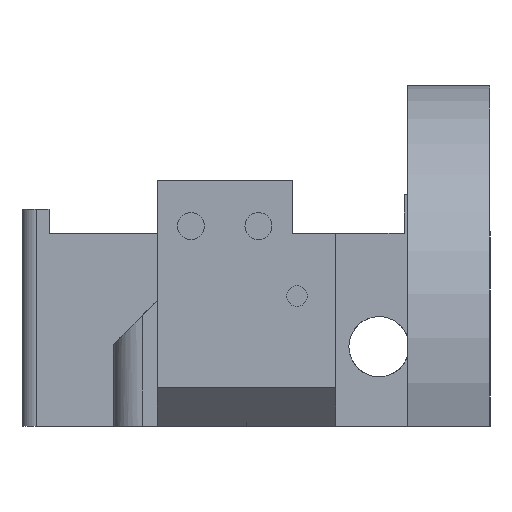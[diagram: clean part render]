
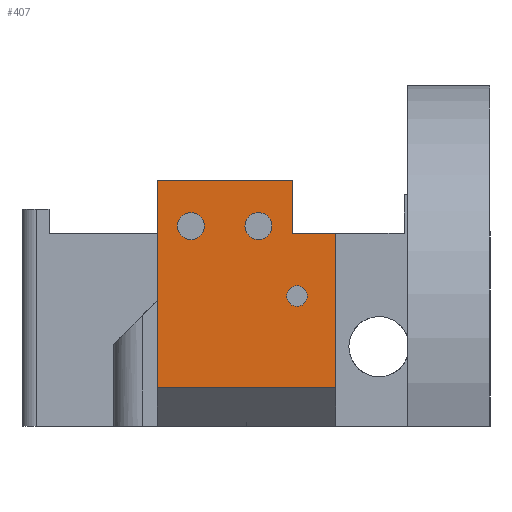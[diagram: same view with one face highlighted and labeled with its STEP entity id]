
A CAD part, left-side view. The second image highlights one B-rep face of the part: STEP entity #407.
In plain terms, the highlighted planar face has unit normal (-1, 0, 0).
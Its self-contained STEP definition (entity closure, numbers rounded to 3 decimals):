
#138 = ORIENTED_EDGE ( 'NONE', *, *, #3914, .F. ) ;
#153 = VECTOR ( 'NONE', #1975, 1000. ) ;
#201 = VERTEX_POINT ( 'NONE', #3316 ) ;
#220 = VECTOR ( 'NONE', #238, 1000. ) ;
#238 = DIRECTION ( 'NONE',  ( 0., 0., -1. ) ) ;
#248 = EDGE_CURVE ( 'NONE', #2868, #1331, #5553, .T. ) ;
#259 = CIRCLE ( 'NONE', #4959, 1.075 ) ;
#281 = DIRECTION ( 'NONE',  ( 1., 0., 0. ) ) ;
#295 = ORIENTED_EDGE ( 'NONE', *, *, #2965, .F. ) ;
#391 = EDGE_CURVE ( 'NONE', #4704, #3775, #2002, .T. ) ;
#396 = CARTESIAN_POINT ( 'NONE',  ( -51.5, -7.5, 14.575 ) ) ;
#407 = ADVANCED_FACE ( 'NONE', ( #4145, #4524, #1099, #1950 ), #2392, .F. ) ;
#419 = DIRECTION ( 'NONE',  ( 1., 0., 0. ) ) ;
#592 = VECTOR ( 'NONE', #1182, 1000. ) ;
#733 = ORIENTED_EDGE ( 'NONE', *, *, #391, .T. ) ;
#811 = DIRECTION ( 'NONE',  ( 0., 0., 1. ) ) ;
#871 = CIRCLE ( 'NONE', #2890, 1.4 ) ;
#930 = CARTESIAN_POINT ( 'NONE',  ( -51.5, 3.5, 19.35 ) ) ;
#968 = CIRCLE ( 'NONE', #4205, 1.4 ) ;
#975 = DIRECTION ( 'NONE',  ( 0., -1., 0. ) ) ;
#983 = VERTEX_POINT ( 'NONE', #2160 ) ;
#984 = CARTESIAN_POINT ( 'NONE',  ( -51.5, -7., 25.5 ) ) ;
#1099 = FACE_BOUND ( 'NONE', #1365, .T. ) ;
#1147 = LINE ( 'NONE', #1575, #153 ) ;
#1182 = DIRECTION ( 'NONE',  ( 0., 0., 1. ) ) ;
#1206 = ORIENTED_EDGE ( 'NONE', *, *, #4931, .T. ) ;
#1249 = CARTESIAN_POINT ( 'NONE',  ( -51.5, -3.5, 22.15 ) ) ;
#1331 = VERTEX_POINT ( 'NONE', #930 ) ;
#1337 = CARTESIAN_POINT ( 'NONE',  ( -51.5, 7., 25.5 ) ) ;
#1365 = EDGE_LOOP ( 'NONE', ( #2370, #1206 ) ) ;
#1399 = EDGE_CURVE ( 'NONE', #3599, #5413, #871, .T. ) ;
#1499 = AXIS2_PLACEMENT_3D ( 'NONE', #2390, #2785, #5380 ) ;
#1506 = CARTESIAN_POINT ( 'NONE',  ( -51.5, 3.5, 22.15 ) ) ;
#1575 = CARTESIAN_POINT ( 'NONE',  ( -51.5, -44.402, 20. ) ) ;
#1578 = CARTESIAN_POINT ( 'NONE',  ( -51.5, -11.5, 0. ) ) ;
#1619 = VERTEX_POINT ( 'NONE', #984 ) ;
#1622 = LINE ( 'NONE', #2877, #220 ) ;
#1631 = CARTESIAN_POINT ( 'NONE',  ( -51.5, 3.5, 20.75 ) ) ;
#1664 = DIRECTION ( 'NONE',  ( 0., 0., 1. ) ) ;
#1666 = EDGE_LOOP ( 'NONE', ( #2155, #4178, #733, #3995, #295, #4970 ) ) ;
#1680 = DIRECTION ( 'NONE',  ( 1., 0., 0. ) ) ;
#1685 = CARTESIAN_POINT ( 'NONE',  ( -51.5, -3.5, 20.75 ) ) ;
#1817 = EDGE_CURVE ( 'NONE', #983, #201, #4307, .T. ) ;
#1950 = FACE_OUTER_BOUND ( 'NONE', #1666, .T. ) ;
#1975 = DIRECTION ( 'NONE',  ( 0., 1., 0. ) ) ;
#2002 = LINE ( 'NONE', #1578, #592 ) ;
#2009 = DIRECTION ( 'NONE',  ( 0., 0., -1. ) ) ;
#2031 = CARTESIAN_POINT ( 'NONE',  ( -51.5, 0., 25.5 ) ) ;
#2063 = CARTESIAN_POINT ( 'NONE',  ( -51.5, -7.5, 13.5 ) ) ;
#2105 = VECTOR ( 'NONE', #975, 1000. ) ;
#2114 = DIRECTION ( 'NONE',  ( -1., 0., 0. ) ) ;
#2155 = ORIENTED_EDGE ( 'NONE', *, *, #1817, .T. ) ;
#2160 = CARTESIAN_POINT ( 'NONE',  ( -51.5, 7., 25.5 ) ) ;
#2271 = LINE ( 'NONE', #4508, #2105 ) ;
#2345 = CARTESIAN_POINT ( 'NONE',  ( -51.5, 0., 4. ) ) ;
#2370 = ORIENTED_EDGE ( 'NONE', *, *, #1399, .T. ) ;
#2390 = CARTESIAN_POINT ( 'NONE',  ( -51.5, -3.5, 20.75 ) ) ;
#2392 = PLANE ( 'NONE',  #3733 ) ;
#2465 = EDGE_LOOP ( 'NONE', ( #2693, #138 ) ) ;
#2511 = EDGE_CURVE ( 'NONE', #3966, #2731, #259, .T. ) ;
#2519 = DIRECTION ( 'NONE',  ( 0., 0., -1. ) ) ;
#2573 = CIRCLE ( 'NONE', #1499, 1.4 ) ;
#2592 = CARTESIAN_POINT ( 'NONE',  ( -51.5, -7., 20. ) ) ;
#2598 = DIRECTION ( 'NONE',  ( 0., 0., 1. ) ) ;
#2693 = ORIENTED_EDGE ( 'NONE', *, *, #2511, .F. ) ;
#2705 = CARTESIAN_POINT ( 'NONE',  ( -51.5, -7.5, 12.425 ) ) ;
#2713 = EDGE_LOOP ( 'NONE', ( #4377, #3413 ) ) ;
#2731 = VERTEX_POINT ( 'NONE', #2705 ) ;
#2785 = DIRECTION ( 'NONE',  ( 1., 0., 0. ) ) ;
#2815 = EDGE_CURVE ( 'NONE', #983, #1619, #2271, .T. ) ;
#2868 = VERTEX_POINT ( 'NONE', #1506 ) ;
#2869 = CIRCLE ( 'NONE', #5600, 1.075 ) ;
#2877 = CARTESIAN_POINT ( 'NONE',  ( -51.5, -7., 25.5 ) ) ;
#2890 = AXIS2_PLACEMENT_3D ( 'NONE', #1685, #419, #811 ) ;
#2891 = DIRECTION ( 'NONE',  ( 0., 0., -1. ) ) ;
#2923 = DIRECTION ( 'NONE',  ( 1., 0., 0. ) ) ;
#2965 = EDGE_CURVE ( 'NONE', #1619, #4582, #1622, .T. ) ;
#3101 = AXIS2_PLACEMENT_3D ( 'NONE', #1631, #1680, #5510 ) ;
#3157 = CARTESIAN_POINT ( 'NONE',  ( -51.5, -3.5, 19.35 ) ) ;
#3218 = CARTESIAN_POINT ( 'NONE',  ( -51.5, -11.5, 20. ) ) ;
#3316 = CARTESIAN_POINT ( 'NONE',  ( -51.5, 7., 4. ) ) ;
#3413 = ORIENTED_EDGE ( 'NONE', *, *, #5544, .T. ) ;
#3599 = VERTEX_POINT ( 'NONE', #1249 ) ;
#3697 = CARTESIAN_POINT ( 'NONE',  ( -51.5, 3.5, 20.75 ) ) ;
#3713 = VECTOR ( 'NONE', #4656, 1000. ) ;
#3733 = AXIS2_PLACEMENT_3D ( 'NONE', #2031, #281, #2891 ) ;
#3775 = VERTEX_POINT ( 'NONE', #3218 ) ;
#3914 = EDGE_CURVE ( 'NONE', #2731, #3966, #2869, .T. ) ;
#3966 = VERTEX_POINT ( 'NONE', #396 ) ;
#3995 = ORIENTED_EDGE ( 'NONE', *, *, #4975, .T. ) ;
#4145 = FACE_BOUND ( 'NONE', #2465, .T. ) ;
#4178 = ORIENTED_EDGE ( 'NONE', *, *, #4241, .T. ) ;
#4205 = AXIS2_PLACEMENT_3D ( 'NONE', #3697, #2923, #2009 ) ;
#4241 = EDGE_CURVE ( 'NONE', #201, #4704, #4983, .T. ) ;
#4307 = LINE ( 'NONE', #1337, #5022 ) ;
#4377 = ORIENTED_EDGE ( 'NONE', *, *, #248, .T. ) ;
#4493 = CARTESIAN_POINT ( 'NONE',  ( -51.5, -11.5, 4. ) ) ;
#4508 = CARTESIAN_POINT ( 'NONE',  ( -51.5, 0., 25.5 ) ) ;
#4524 = FACE_BOUND ( 'NONE', #2713, .T. ) ;
#4582 = VERTEX_POINT ( 'NONE', #2592 ) ;
#4656 = DIRECTION ( 'NONE',  ( 0., -1., 0. ) ) ;
#4704 = VERTEX_POINT ( 'NONE', #4493 ) ;
#4931 = EDGE_CURVE ( 'NONE', #5413, #3599, #2573, .T. ) ;
#4959 = AXIS2_PLACEMENT_3D ( 'NONE', #2063, #2114, #1664 ) ;
#4970 = ORIENTED_EDGE ( 'NONE', *, *, #2815, .F. ) ;
#4975 = EDGE_CURVE ( 'NONE', #3775, #4582, #1147, .T. ) ;
#4983 = LINE ( 'NONE', #2345, #3713 ) ;
#5022 = VECTOR ( 'NONE', #2519, 1000. ) ;
#5380 = DIRECTION ( 'NONE',  ( 0., 0., 1. ) ) ;
#5413 = VERTEX_POINT ( 'NONE', #3157 ) ;
#5510 = DIRECTION ( 'NONE',  ( 0., 0., -1. ) ) ;
#5525 = CARTESIAN_POINT ( 'NONE',  ( -51.5, -7.5, 13.5 ) ) ;
#5544 = EDGE_CURVE ( 'NONE', #1331, #2868, #968, .T. ) ;
#5553 = CIRCLE ( 'NONE', #3101, 1.4 ) ;
#5575 = DIRECTION ( 'NONE',  ( -1., 0., 0. ) ) ;
#5600 = AXIS2_PLACEMENT_3D ( 'NONE', #5525, #5575, #2598 ) ;
